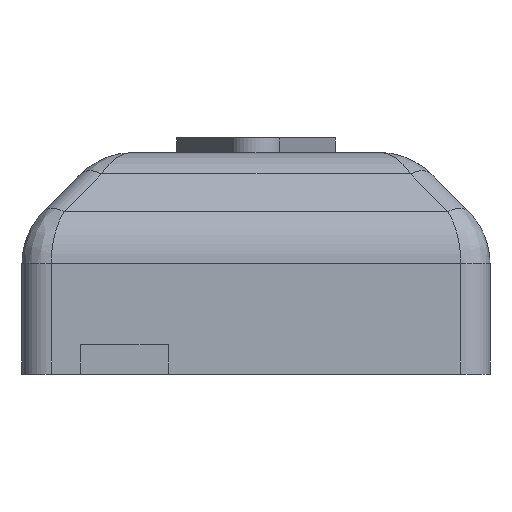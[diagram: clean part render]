
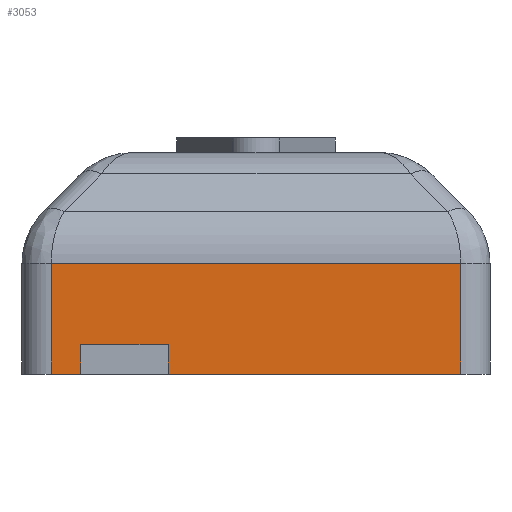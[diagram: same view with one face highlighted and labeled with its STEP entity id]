
A CAD part, left-side view. The second image highlights one B-rep face of the part: STEP entity #3053.
In plain terms, the highlighted planar face has unit normal (-1, 0, 0).
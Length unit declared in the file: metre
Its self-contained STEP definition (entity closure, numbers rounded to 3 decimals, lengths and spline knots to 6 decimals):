
#243=LINE('',#4400,#512);
#267=LINE('',#4456,#536);
#278=LINE('',#4484,#547);
#279=LINE('',#4487,#548);
#280=LINE('',#4488,#549);
#281=LINE('',#4490,#550);
#282=LINE('',#4492,#551);
#283=LINE('',#4493,#552);
#512=VECTOR('',#3614,1.);
#536=VECTOR('',#3646,1.);
#547=VECTOR('',#3667,1.);
#548=VECTOR('',#3668,1.);
#549=VECTOR('',#3669,1.);
#550=VECTOR('',#3670,1.);
#551=VECTOR('',#3671,1.);
#552=VECTOR('',#3672,1.);
#879=ORIENTED_EDGE('',*,*,#1724,.F.);
#880=ORIENTED_EDGE('',*,*,#1725,.T.);
#881=ORIENTED_EDGE('',*,*,#1710,.F.);
#882=ORIENTED_EDGE('',*,*,#1726,.T.);
#883=ORIENTED_EDGE('',*,*,#1727,.T.);
#884=ORIENTED_EDGE('',*,*,#1728,.T.);
#885=ORIENTED_EDGE('',*,*,#1682,.F.);
#886=ORIENTED_EDGE('',*,*,#1729,.F.);
#1682=EDGE_CURVE('',#2113,#2114,#243,.T.);
#1710=EDGE_CURVE('',#2141,#2142,#267,.T.);
#1724=EDGE_CURVE('',#2154,#2155,#278,.T.);
#1725=EDGE_CURVE('',#2154,#2142,#279,.T.);
#1726=EDGE_CURVE('',#2141,#2156,#280,.F.);
#1727=EDGE_CURVE('',#2156,#2157,#281,.F.);
#1728=EDGE_CURVE('',#2157,#2114,#282,.T.);
#1729=EDGE_CURVE('',#2155,#2113,#283,.T.);
#2113=VERTEX_POINT('',#4399);
#2114=VERTEX_POINT('',#4401);
#2141=VERTEX_POINT('',#4455);
#2142=VERTEX_POINT('',#4457);
#2154=VERTEX_POINT('',#4485);
#2155=VERTEX_POINT('',#4486);
#2156=VERTEX_POINT('',#4489);
#2157=VERTEX_POINT('',#4491);
#2486=EDGE_LOOP('',(#879,#880,#881,#882,#883,#884,#885,#886));
#2726=FACE_BOUND('',#2486,.T.);
#2955=PLANE('',#3296);
#3053=ADVANCED_FACE('',(#2726),#2955,.T.);
#3296=AXIS2_PLACEMENT_3D('',#4483,#3665,#3666);
#3614=DIRECTION('',(0.,1.,0.));
#3646=DIRECTION('',(0.,1.,0.));
#3665=DIRECTION('',(-1.,0.,0.));
#3666=DIRECTION('',(0.,0.,1.));
#3667=DIRECTION('',(0.,1.,0.));
#3668=DIRECTION('',(0.,0.,-1.));
#3669=DIRECTION('',(0.,0.,-1.));
#3670=DIRECTION('',(0.,-1.,0.));
#3671=DIRECTION('',(0.,0.,-1.));
#3672=DIRECTION('',(0.,0.,-1.));
#4399=CARTESIAN_POINT('',(-0.0465,0.024,-0.021));
#4400=CARTESIAN_POINT('',(-0.0465,0.,-0.021));
#4401=CARTESIAN_POINT('',(-0.0465,0.028,-0.021));
#4455=CARTESIAN_POINT('',(-0.0465,-0.028,-0.021));
#4456=CARTESIAN_POINT('',(-0.0465,0.,-0.021));
#4457=CARTESIAN_POINT('',(-0.0465,0.012,-0.021));
#4483=CARTESIAN_POINT('',(-0.0465,0.,0.0093));
#4484=CARTESIAN_POINT('',(-0.0465,0.,-0.017));
#4485=CARTESIAN_POINT('',(-0.0465,0.012,-0.017));
#4486=CARTESIAN_POINT('',(-0.0465,0.024,-0.017));
#4487=CARTESIAN_POINT('',(-0.0465,0.012,-0.017));
#4488=CARTESIAN_POINT('',(-0.0465,-0.028,-0.005842));
#4489=CARTESIAN_POINT('',(-0.0465,-0.028,-0.005842));
#4490=CARTESIAN_POINT('',(-0.0465,0.,-0.005842));
#4491=CARTESIAN_POINT('',(-0.0465,0.028,-0.005842));
#4492=CARTESIAN_POINT('',(-0.0465,0.028,0.0093));
#4493=CARTESIAN_POINT('',(-0.0465,0.024,-0.017));
